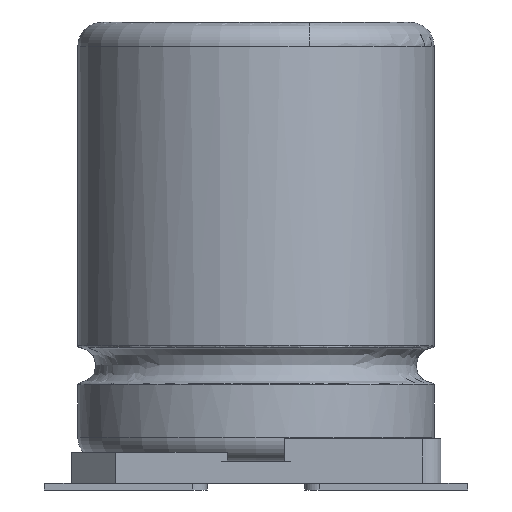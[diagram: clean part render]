
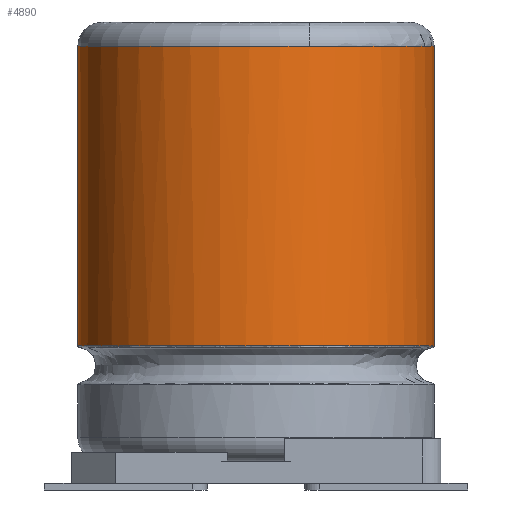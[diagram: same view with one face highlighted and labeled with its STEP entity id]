
A CAD part, front view. The second image highlights one B-rep face of the part: STEP entity #4890.
In plain terms, the highlighted cylindrical face has radius 4 mm (diameter 8 mm), a partial arc.
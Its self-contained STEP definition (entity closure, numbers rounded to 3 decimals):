
#157 = DIRECTION ( 'NONE',  ( 0., 0., -1. ) ) ;
#332 = CARTESIAN_POINT ( 'NONE',  ( 4., 0., 9.967 ) ) ;
#340 = CARTESIAN_POINT ( 'NONE',  ( -4., 0., 9.967 ) ) ;
#358 = ORIENTED_EDGE ( 'NONE', *, *, #5622, .T. ) ;
#417 = ORIENTED_EDGE ( 'NONE', *, *, #6916, .F. ) ;
#472 = CARTESIAN_POINT ( 'NONE',  ( 3.747, -1.933, 3.238 ) ) ;
#484 = AXIS2_PLACEMENT_3D ( 'NONE', #6456, #6494, #3704 ) ;
#501 = EDGE_CURVE ( 'NONE', #6559, #6057, #4911, .T. ) ;
#742 = CARTESIAN_POINT ( 'NONE',  ( 0., 0., 9.967 ) ) ;
#1240 = CARTESIAN_POINT ( 'NONE',  ( -4., 0., 3.238 ) ) ;
#1303 = AXIS2_PLACEMENT_3D ( 'NONE', #742, #157, #4655 ) ;
#1315 = CARTESIAN_POINT ( 'NONE',  ( -4., -0.953, 3.238 ) ) ;
#1353 = DIRECTION ( 'NONE',  ( 0., 0., 1. ) ) ;
#1376 = ORIENTED_EDGE ( 'NONE', *, *, #3193, .T. ) ;
#1515 = VECTOR ( 'NONE', #5791, 1000. ) ;
#1617 = VECTOR ( 'NONE', #2445, 1000. ) ;
#1794 = CARTESIAN_POINT ( 'NONE',  ( -1.589, -4.12, 3.238 ) ) ;
#2229 = CARTESIAN_POINT ( 'NONE',  ( 4., -0.967, 3.238 ) ) ;
#2445 = DIRECTION ( 'NONE',  ( 0., 0., 1. ) ) ;
#2713 = CIRCLE ( 'NONE', #484, 4. ) ;
#2755 = CARTESIAN_POINT ( 'NONE',  ( -4., 0., 3.238 ) ) ;
#2969 = CARTESIAN_POINT ( 'NONE',  ( 4., 0., 3.2 ) ) ;
#2972 = DIRECTION ( 'NONE',  ( -1., 0., 0. ) ) ;
#3193 = EDGE_CURVE ( 'NONE', #6559, #6673, #5167, .T. ) ;
#3437 = CARTESIAN_POINT ( 'NONE',  ( -3.754, -1.916, 3.238 ) ) ;
#3456 = ORIENTED_EDGE ( 'NONE', *, *, #6349, .T. ) ;
#3501 = EDGE_LOOP ( 'NONE', ( #5915, #1376, #3456, #358, #417 ) ) ;
#3528 = CIRCLE ( 'NONE', #1303, 4. ) ;
#3702 = VERTEX_POINT ( 'NONE', #4086 ) ;
#3704 = DIRECTION ( 'NONE',  ( -1., 0., 0. ) ) ;
#4033 = LINE ( 'NONE', #4106, #1617 ) ;
#4036 = CARTESIAN_POINT ( 'NONE',  ( -0.543, -4.404, 3.238 ) ) ;
#4079 = CYLINDRICAL_SURFACE ( 'NONE', #4693, 4. ) ;
#4080 = CARTESIAN_POINT ( 'NONE',  ( 4., 0., 3.238 ) ) ;
#4086 = CARTESIAN_POINT ( 'NONE',  ( 1.2, -3.816, 9.967 ) ) ;
#4106 = CARTESIAN_POINT ( 'NONE',  ( -4., 0., 3.2 ) ) ;
#4538 = CARTESIAN_POINT ( 'NONE',  ( -2.515, -3.575, 3.238 ) ) ;
#4579 = CARTESIAN_POINT ( 'NONE',  ( 0.541, -4.403, 3.238 ) ) ;
#4655 = DIRECTION ( 'NONE',  ( -1., 0., 0. ) ) ;
#4690 = FACE_OUTER_BOUND ( 'NONE', #3501, .T. ) ;
#4693 = AXIS2_PLACEMENT_3D ( 'NONE', #6936, #1353, #2972 ) ;
#4890 = ADVANCED_FACE ( 'NONE', ( #4690 ), #4079, .T. ) ;
#4911 = B_SPLINE_CURVE_WITH_KNOTS ( 'NONE', 13,
 ( #5490, #2229, #472, #5162, #5237, #5706, #4579, #4036, #1794, #4538, #6819, #3437, #1315, #1240 ),
 .UNSPECIFIED., .F., .F.,
 ( 14, 14 ),
 ( 0.5, 1. ),
 .UNSPECIFIED. ) ;
#5162 = CARTESIAN_POINT ( 'NONE',  ( 3.241, -2.828, 3.238 ) ) ;
#5167 = LINE ( 'NONE', #2969, #1515 ) ;
#5237 = CARTESIAN_POINT ( 'NONE',  ( 2.504, -3.577, 3.238 ) ) ;
#5490 = CARTESIAN_POINT ( 'NONE',  ( 4., 0., 3.238 ) ) ;
#5622 = EDGE_CURVE ( 'NONE', #3702, #6252, #3528, .T. ) ;
#5706 = CARTESIAN_POINT ( 'NONE',  ( 1.583, -4.119, 3.238 ) ) ;
#5791 = DIRECTION ( 'NONE',  ( 0., 0., 1. ) ) ;
#5915 = ORIENTED_EDGE ( 'NONE', *, *, #501, .F. ) ;
#6057 = VERTEX_POINT ( 'NONE', #2755 ) ;
#6252 = VERTEX_POINT ( 'NONE', #340 ) ;
#6349 = EDGE_CURVE ( 'NONE', #6673, #3702, #2713, .T. ) ;
#6456 = CARTESIAN_POINT ( 'NONE',  ( 0., 0., 9.967 ) ) ;
#6494 = DIRECTION ( 'NONE',  ( 0., 0., -1. ) ) ;
#6559 = VERTEX_POINT ( 'NONE', #4080 ) ;
#6673 = VERTEX_POINT ( 'NONE', #332 ) ;
#6819 = CARTESIAN_POINT ( 'NONE',  ( -3.254, -2.816, 3.238 ) ) ;
#6916 = EDGE_CURVE ( 'NONE', #6057, #6252, #4033, .T. ) ;
#6936 = CARTESIAN_POINT ( 'NONE',  ( 0., 0., 3.2 ) ) ;
